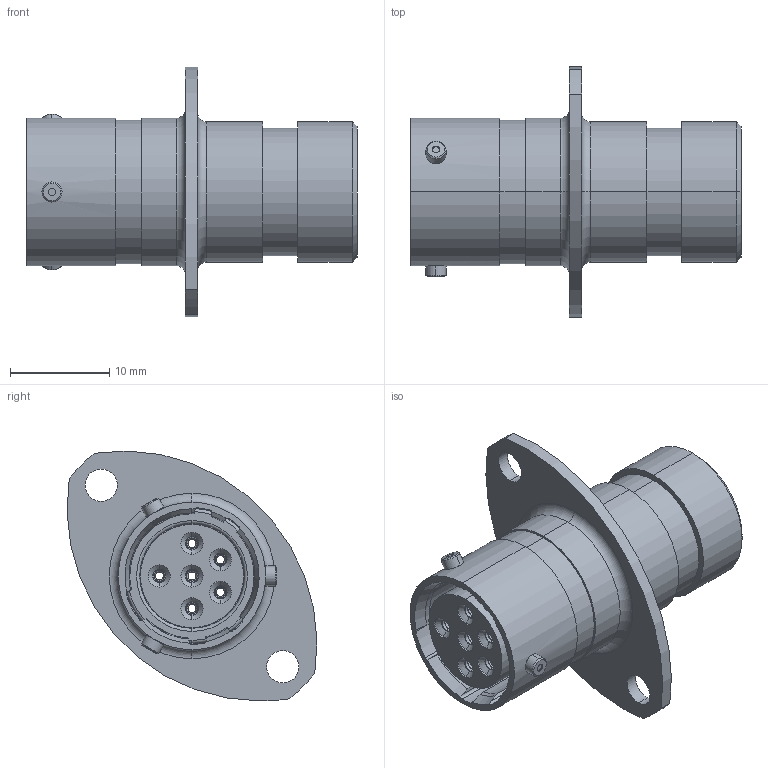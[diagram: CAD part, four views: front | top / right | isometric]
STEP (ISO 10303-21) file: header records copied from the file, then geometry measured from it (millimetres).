
FILE_DESCRIPTION (( 'STEP AP214' ), '1' );
FILE_NAME ('AS010-98SB.STEP', '2013-05-15T15:02:41', ( 'TE Connectivity' ), ( 'TE Connectivity' ), 'SwSTEP 2.0', 'SolidWorks 2011', '' );
FILE_SCHEMA (( 'AUTOMOTIVE_DESIGN' ));
Length unit declared in the file: inch
Products named in the file (1): AS010-98SB
Bounding box: 33.31 x 25.2 x 25.21 mm (x, y, z)
Volume: 3969.8 mm3; surface area: 7839.2 mm2
Topology: 9 solids, 9 shells, 862 faces, 2010 edges, 1202 vertices
Faces by surface type: cylinder 317, plane 181, torus 180, cone 170, sphere 14
Entity records: 36885 total; most frequent: CARTESIAN_POINT 5317, DIRECTION 4689, ORIENTED_EDGE 4000, AXIS2_PLACEMENT_3D 2020, EDGE_CURVE 2000, VERTEX_POINT 1200, CIRCLE 1157, EDGE_LOOP 958
